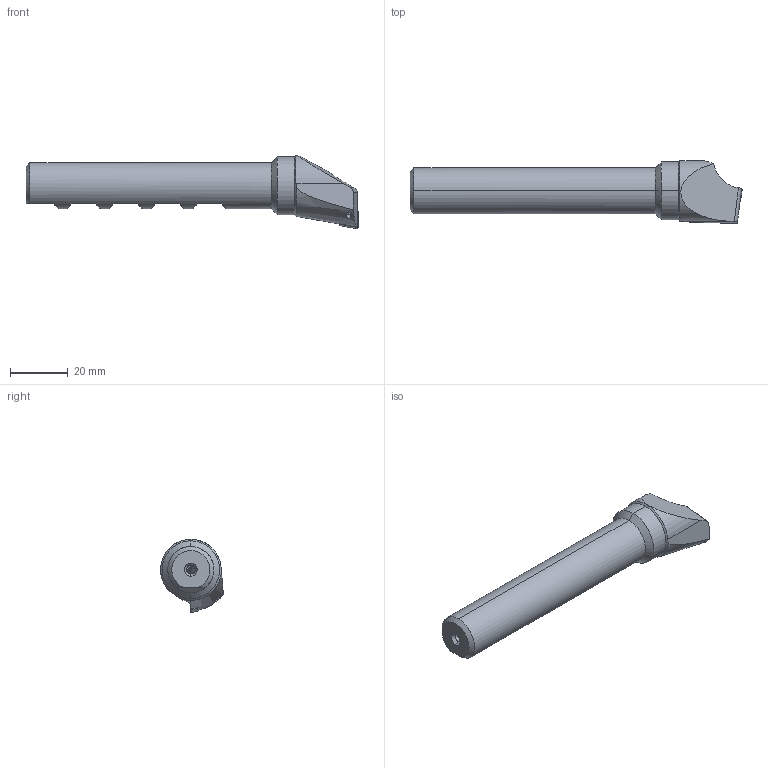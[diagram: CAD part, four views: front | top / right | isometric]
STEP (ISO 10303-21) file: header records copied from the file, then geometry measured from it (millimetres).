
FILE_DESCRIPTION (( 'STEP AP203' ), '1' );
FILE_NAME ('B30-WCA.K11.115.STEP', '2014-10-29T10:13:16', ( 'SwiAdmin' ), ( '' ), 'SwSTEP 2.0', 'SolidWorks 2012', '' );
FILE_SCHEMA (( 'CONFIG_CONTROL_DESIGN' ));
Length unit declared in the file: millimetre
Products named in the file (4): B30-WCA.K11.115_A; B30-WCA.K11.115; CCMT060204; WCA-ER2.001.006_A
Assembly tree (3 placements, depth 2):
  B30-WCA.K11.115
    B30-WCA.K11.115_A
    CCMT060204
    WCA-ER2.001.006_A
Bounding box: 115 x 21.78 x 25.38 mm (x, y, z)
Volume: 23010.3 mm3; surface area: 7654 mm2
Topology: 3 solids, 3 shells, 137 faces, 346 edges, 212 vertices
Faces by surface type: plane 42, cylinder 40, cone 33, bspline 12, torus 8, sphere 2
Entity records: 4905 total; most frequent: CARTESIAN_POINT 1429, ORIENTED_EDGE 684, DIRECTION 603, EDGE_CURVE 342, AXIS2_PLACEMENT_3D 234, VERTEX_POINT 212, EDGE_LOOP 144, ADVANCED_FACE 137
